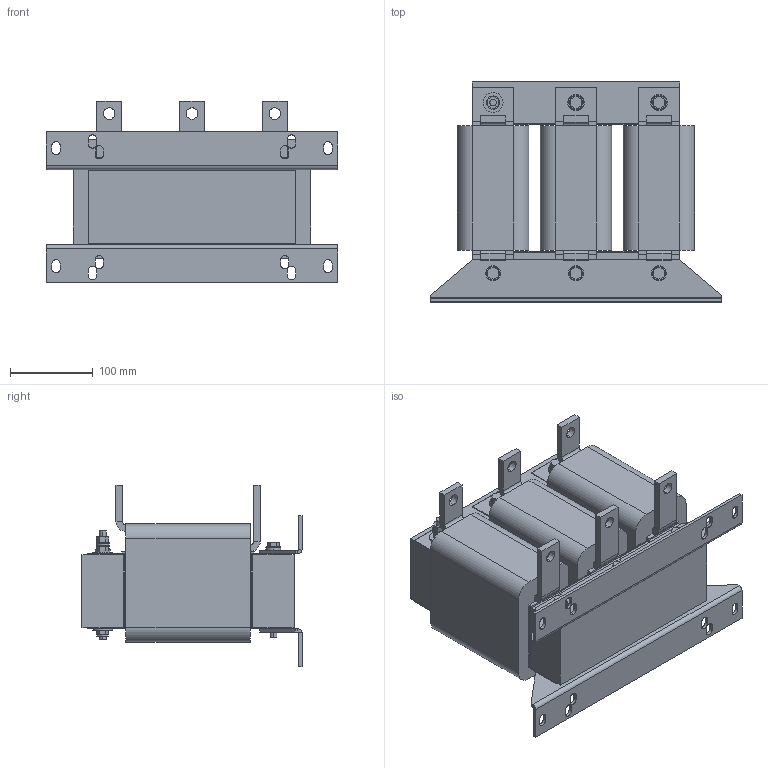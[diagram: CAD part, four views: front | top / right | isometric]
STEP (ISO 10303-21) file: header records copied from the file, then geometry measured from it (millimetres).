
FILE_DESCRIPTION (( 'STEP AP214' ), '1' );
FILE_NAME ('959615.STEP', '2024-10-14T11:45:17', ( '' ), ( '' ), 'SwSTEP 2.0', 'SolidWorks 2022', '' );
FILE_SCHEMA (( 'AUTOMOTIVE_DESIGN' ));
Length unit declared in the file: millimetre
Products named in the file (1): 959615
Bounding box: 352 x 265.55 x 219.3 mm (x, y, z)
Volume: 8097337.5 mm3; surface area: 520666.6 mm2
Topology: 1 solids, 1 shells, 482 faces, 1245 edges, 780 vertices
Faces by surface type: plane 352, cylinder 130
Entity records: 14607 total; most frequent: CARTESIAN_POINT 2508, ORIENTED_EDGE 2490, DIRECTION 2471, EDGE_CURVE 1245, VECTOR 985, LINE 985, VERTEX_POINT 780, AXIS2_PLACEMENT_3D 743
